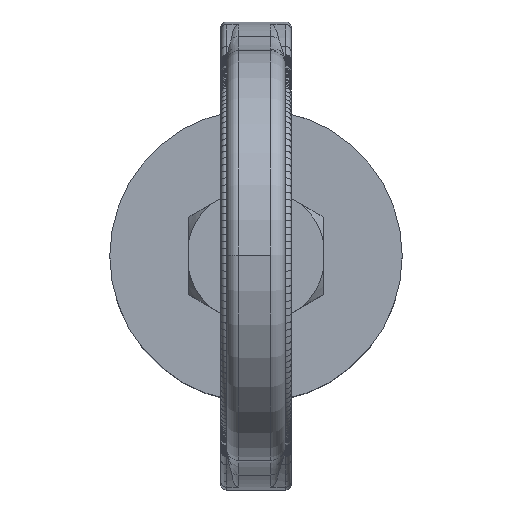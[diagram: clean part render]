
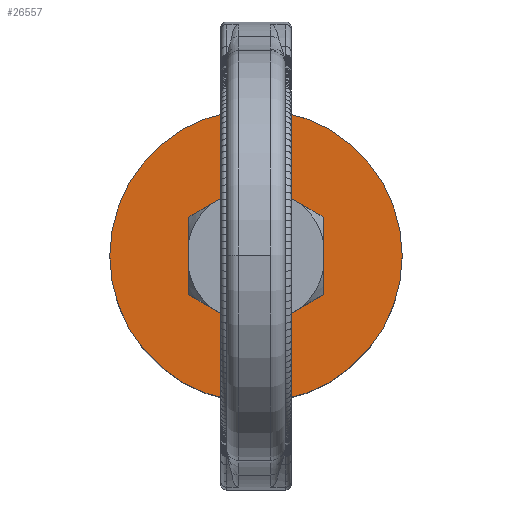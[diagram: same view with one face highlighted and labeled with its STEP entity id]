
A CAD part, top view. The second image highlights one B-rep face of the part: STEP entity #26557.
In plain terms, the highlighted planar face has unit normal (0, 0, 1).
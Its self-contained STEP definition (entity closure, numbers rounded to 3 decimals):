
#26436=CARTESIAN_POINT('Vertex',(60.,0.,-89.51)) ;
#26439=CARTESIAN_POINT('Axis2P3D Location',(10.,0.,-89.51)) ;
#26443=CARTESIAN_POINT('Vertex',(-40.,0.,-89.51)) ;
#26472=CARTESIAN_POINT('Axis2P3D Location',(10.,0.,-89.51)) ;
#26498=CARTESIAN_POINT('Axis2P3D Location',(0.,0.,-89.51)) ;
#26507=CARTESIAN_POINT('Line Origine',(21.5,19.919,-89.51)) ;
#26511=CARTESIAN_POINT('Vertex',(33.,13.279,-89.51)) ;
#26513=CARTESIAN_POINT('Vertex',(10.,26.558,-89.51)) ;
#26516=CARTESIAN_POINT('Line Origine',(33.,0.,-89.51)) ;
#26520=CARTESIAN_POINT('Vertex',(33.,-13.279,-89.51)) ;
#26523=CARTESIAN_POINT('Line Origine',(21.5,-19.919,-89.51)) ;
#26527=CARTESIAN_POINT('Vertex',(10.,-26.558,-89.51)) ;
#26530=CARTESIAN_POINT('Line Origine',(-1.5,-19.919,-89.51)) ;
#26534=CARTESIAN_POINT('Vertex',(-13.,-13.279,-89.51)) ;
#26537=CARTESIAN_POINT('Line Origine',(-13.,0.,-89.51)) ;
#26541=CARTESIAN_POINT('Vertex',(-13.,13.279,-89.51)) ;
#26544=CARTESIAN_POINT('Line Origine',(-1.5,19.919,-89.51)) ;
#26440=DIRECTION('Axis2P3D Direction',(0.,0.,1.)) ;
#26473=DIRECTION('Axis2P3D Direction',(0.,0.,1.)) ;
#26499=DIRECTION('Axis2P3D Direction',(0.,0.,1.)) ;
#26500=DIRECTION('Axis2P3D XDirection',(1.,0.,0.)) ;
#26508=DIRECTION('Vector Direction',(-0.866,0.5,0.)) ;
#26517=DIRECTION('Vector Direction',(0.,1.,0.)) ;
#26524=DIRECTION('Vector Direction',(0.866,0.5,0.)) ;
#26531=DIRECTION('Vector Direction',(0.866,-0.5,0.)) ;
#26538=DIRECTION('Vector Direction',(0.,-1.,0.)) ;
#26545=DIRECTION('Vector Direction',(-0.866,-0.5,0.)) ;
#26441=AXIS2_PLACEMENT_3D('Circle Axis2P3D',#26439,#26440,$) ;
#26474=AXIS2_PLACEMENT_3D('Circle Axis2P3D',#26472,#26473,$) ;
#26501=AXIS2_PLACEMENT_3D('Plane Axis2P3D',#26498,#26499,#26500) ;
#26504=ORIENTED_EDGE('',*,*,#26476,.T.) ;
#26505=ORIENTED_EDGE('',*,*,#26445,.T.) ;
#26550=ORIENTED_EDGE('',*,*,#26515,.F.) ;
#26551=ORIENTED_EDGE('',*,*,#26522,.F.) ;
#26552=ORIENTED_EDGE('',*,*,#26529,.F.) ;
#26553=ORIENTED_EDGE('',*,*,#26536,.F.) ;
#26554=ORIENTED_EDGE('',*,*,#26543,.F.) ;
#26555=ORIENTED_EDGE('',*,*,#26548,.F.) ;
#26556=FACE_BOUND('',#26549,.T.) ;
#26509=VECTOR('Line Direction',#26508,1.) ;
#26518=VECTOR('Line Direction',#26517,1.) ;
#26525=VECTOR('Line Direction',#26524,1.) ;
#26532=VECTOR('Line Direction',#26531,1.) ;
#26539=VECTOR('Line Direction',#26538,1.) ;
#26546=VECTOR('Line Direction',#26545,1.) ;
#26557=ADVANCED_FACE('\X2\51434EF6672C9AD4\X0\',(#26506,#26556),#26502,.T.) ;
#26442=CIRCLE('generated circle',#26441,50.) ;
#26475=CIRCLE('generated circle',#26474,50.) ;
#26445=EDGE_CURVE('',#26444,#26437,#26442,.T.) ;
#26476=EDGE_CURVE('',#26437,#26444,#26475,.T.) ;
#26515=EDGE_CURVE('',#26512,#26514,#26510,.T.) ;
#26522=EDGE_CURVE('',#26521,#26512,#26519,.T.) ;
#26529=EDGE_CURVE('',#26528,#26521,#26526,.T.) ;
#26536=EDGE_CURVE('',#26535,#26528,#26533,.T.) ;
#26543=EDGE_CURVE('',#26542,#26535,#26540,.T.) ;
#26548=EDGE_CURVE('',#26514,#26542,#26547,.T.) ;
#26503=EDGE_LOOP('',(#26504,#26505)) ;
#26549=EDGE_LOOP('',(#26550,#26551,#26552,#26553,#26554,#26555)) ;
#26506=FACE_OUTER_BOUND('',#26503,.T.) ;
#26510=LINE('Line',#26507,#26509) ;
#26519=LINE('Line',#26516,#26518) ;
#26526=LINE('Line',#26523,#26525) ;
#26533=LINE('Line',#26530,#26532) ;
#26540=LINE('Line',#26537,#26539) ;
#26547=LINE('Line',#26544,#26546) ;
#26502=PLANE('',#26501) ;
#26437=VERTEX_POINT('',#26436) ;
#26444=VERTEX_POINT('',#26443) ;
#26512=VERTEX_POINT('',#26511) ;
#26514=VERTEX_POINT('',#26513) ;
#26521=VERTEX_POINT('',#26520) ;
#26528=VERTEX_POINT('',#26527) ;
#26535=VERTEX_POINT('',#26534) ;
#26542=VERTEX_POINT('',#26541) ;
